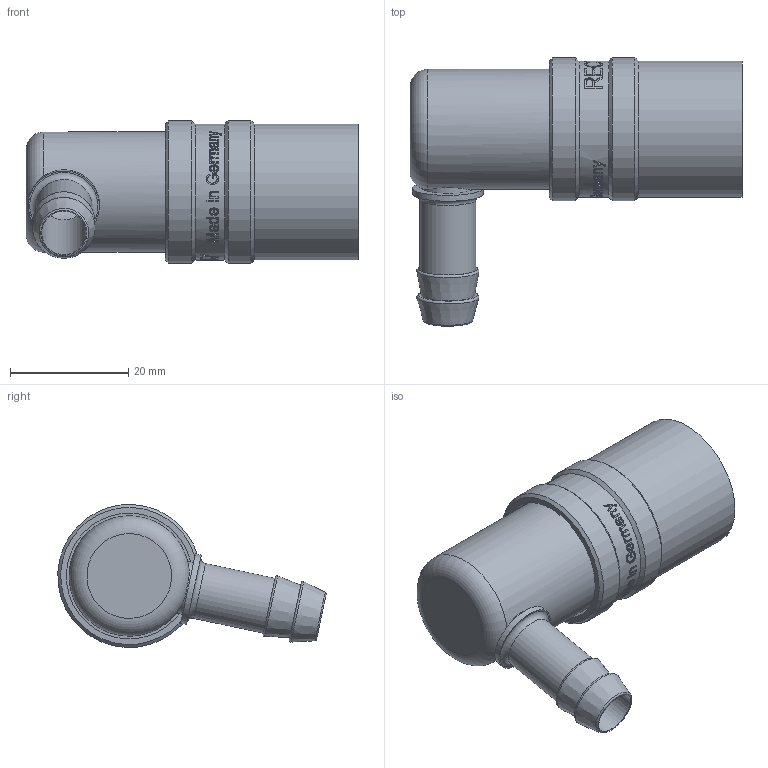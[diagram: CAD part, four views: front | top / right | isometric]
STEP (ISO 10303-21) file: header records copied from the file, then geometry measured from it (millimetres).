
FILE_DESCRIPTION(/* description */ (''),/* implementation_level */ '2;1');
FILE_NAME(/* name */ '87kbtr09mvx.stp',/* time_stamp */ '2017-05-31T07:50:09+02:00',/* author */ ('IA176480'),/* organization */ (''),/* preprocessor_version */ 'ST-DEVELOPER v16.1',/* originating_system */ 'Autodesk Inventor 2016',/* authorisation */ '');
FILE_SCHEMA (('AUTOMOTIVE_DESIGN { 1 0 10303 214 3 1 1 }'));
Length unit declared in the file: millimetre
Products named in the file (1): 87KBTR09MVX
Bounding box: 56.05 x 45.29 x 24.11 mm (x, y, z)
Volume: 16745.7 mm3; surface area: 12162.9 mm2
Topology: 2 solids, 3 shells, 465 faces, 1217 edges, 810 vertices
Faces by surface type: bspline 229, plane 147, cylinder 66, cone 16, torus 7
Full cylindrical faces by diameter (mm): 7.5 x1, 8.9 x1, 9 x1, 9.5 x1, 10 x1, 12 x1, 12.1 x1, 16.1 x1, 17.481 x3, 18 x3, 18.75 x1, 20.3 x1, 21.05 x1, 21.25 x1, 23 x2, 24.15 x2
Entity records: 69195 total; most frequent: CARTESIAN_POINT 59692, ORIENTED_EDGE 2306, EDGE_CURVE 1152, DIRECTION 1151, VERTEX_POINT 790, B_SPLINE_CURVE_WITH_KNOTS 600, EDGE_LOOP 569, FACE_OUTER_BOUND 465
